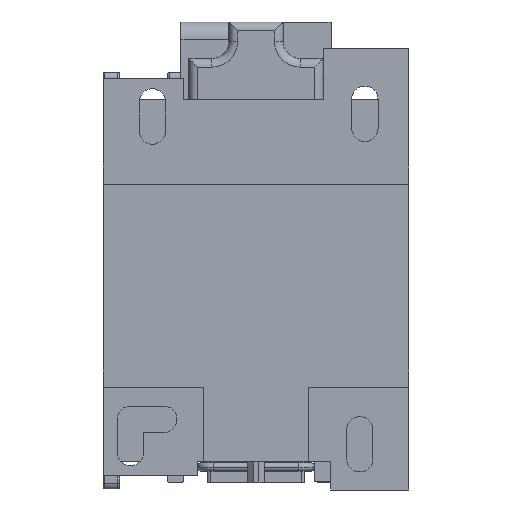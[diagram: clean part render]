
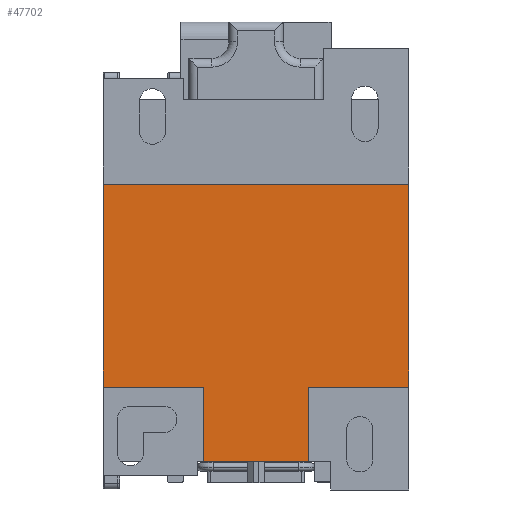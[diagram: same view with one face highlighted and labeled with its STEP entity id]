
A CAD part, front view. The second image highlights one B-rep face of the part: STEP entity #47702.
In plain terms, the highlighted planar face has unit normal (0, -1, 0).
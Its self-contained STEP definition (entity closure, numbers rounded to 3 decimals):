
#1102 = ORIENTED_EDGE ( 'NONE', *, *, #49010, .T. ) ;
#1171 = VECTOR ( 'NONE', #13751, 1000. ) ;
#2014 = CARTESIAN_POINT ( 'NONE',  ( 9.1, -36.5, -18.625 ) ) ;
#2530 = LINE ( 'NONE', #11736, #38910 ) ;
#2573 = DIRECTION ( 'NONE',  ( 0., 0., 1. ) ) ;
#3433 = EDGE_CURVE ( 'NONE', #45858, #23242, #25592, .T. ) ;
#5962 = CARTESIAN_POINT ( 'NONE',  ( -26.75, -36.5, -18.625 ) ) ;
#8082 = AXIS2_PLACEMENT_3D ( 'NONE', #34903, #12367, #2573 ) ;
#9248 = CARTESIAN_POINT ( 'NONE',  ( 26.75, -36.5, -31.625 ) ) ;
#11736 = CARTESIAN_POINT ( 'NONE',  ( -26.75, -36.5, -18.625 ) ) ;
#11816 = VERTEX_POINT ( 'NONE', #53115 ) ;
#12367 = DIRECTION ( 'NONE',  ( 0., 1., 0. ) ) ;
#12648 = PLANE ( 'NONE',  #8082 ) ;
#13751 = DIRECTION ( 'NONE',  ( 1., 0., 0. ) ) ;
#14925 = DIRECTION ( 'NONE',  ( -1., 0., 0. ) ) ;
#17039 = VECTOR ( 'NONE', #30731, 1000. ) ;
#17579 = CARTESIAN_POINT ( 'NONE',  ( -9.1, -36.5, -31.625 ) ) ;
#19336 = DIRECTION ( 'NONE',  ( -1., 0., 0. ) ) ;
#19380 = LINE ( 'NONE', #54361, #1171 ) ;
#20700 = FACE_OUTER_BOUND ( 'NONE', #37573, .T. ) ;
#21418 = VERTEX_POINT ( 'NONE', #27541 ) ;
#21727 = VECTOR ( 'NONE', #14925, 1000. ) ;
#22028 = CARTESIAN_POINT ( 'NONE',  ( -9.1, -36.5, -36.625 ) ) ;
#22613 = ORIENTED_EDGE ( 'NONE', *, *, #32352, .F. ) ;
#23242 = VERTEX_POINT ( 'NONE', #42785 ) ;
#24107 = VECTOR ( 'NONE', #43627, 1000. ) ;
#24545 = CARTESIAN_POINT ( 'NONE',  ( 9.1, -36.5, -36.625 ) ) ;
#25592 = LINE ( 'NONE', #25881, #24107 ) ;
#25881 = CARTESIAN_POINT ( 'NONE',  ( -26.75, -36.5, -31.625 ) ) ;
#27541 = CARTESIAN_POINT ( 'NONE',  ( 9.1, -36.5, -31.625 ) ) ;
#30024 = VECTOR ( 'NONE', #36680, 1000. ) ;
#30731 = DIRECTION ( 'NONE',  ( 0., 0., -1. ) ) ;
#31760 = EDGE_CURVE ( 'NONE', #11816, #52100, #45660, .T. ) ;
#32352 = EDGE_CURVE ( 'NONE', #42336, #35737, #49389, .T. ) ;
#34903 = CARTESIAN_POINT ( 'NONE',  ( 26.75, -36.5, -31.625 ) ) ;
#35737 = VERTEX_POINT ( 'NONE', #50551 ) ;
#36680 = DIRECTION ( 'NONE',  ( 0., 0., 1. ) ) ;
#37033 = EDGE_CURVE ( 'NONE', #35737, #40704, #56701, .T. ) ;
#37573 = EDGE_LOOP ( 'NONE', ( #40447, #22613, #42667, #46088, #54836, #50221, #50511, #1102 ) ) ;
#38910 = VECTOR ( 'NONE', #39012, 1000. ) ;
#39012 = DIRECTION ( 'NONE',  ( -1., 0., 0. ) ) ;
#39025 = CARTESIAN_POINT ( 'NONE',  ( -26.75, -36.5, 16.875 ) ) ;
#39793 = EDGE_CURVE ( 'NONE', #21418, #52100, #54643, .T. ) ;
#40447 = ORIENTED_EDGE ( 'NONE', *, *, #37033, .F. ) ;
#40576 = VECTOR ( 'NONE', #54559, 1000. ) ;
#40704 = VERTEX_POINT ( 'NONE', #2014 ) ;
#41161 = VECTOR ( 'NONE', #19336, 1000. ) ;
#41960 = EDGE_CURVE ( 'NONE', #11816, #23242, #2530, .T. ) ;
#42336 = VERTEX_POINT ( 'NONE', #43668 ) ;
#42667 = ORIENTED_EDGE ( 'NONE', *, *, #44446, .F. ) ;
#42785 = CARTESIAN_POINT ( 'NONE',  ( -26.75, -36.5, -18.625 ) ) ;
#43627 = DIRECTION ( 'NONE',  ( 0., 0., -1. ) ) ;
#43668 = CARTESIAN_POINT ( 'NONE',  ( 26.75, -36.5, 16.875 ) ) ;
#44446 = EDGE_CURVE ( 'NONE', #45858, #42336, #19380, .T. ) ;
#44935 = CARTESIAN_POINT ( 'NONE',  ( 26.75, -36.5, -31.625 ) ) ;
#45660 = LINE ( 'NONE', #22028, #40576 ) ;
#45858 = VERTEX_POINT ( 'NONE', #39025 ) ;
#46088 = ORIENTED_EDGE ( 'NONE', *, *, #3433, .T. ) ;
#47702 = ADVANCED_FACE ( 'NONE', ( #20700 ), #12648, .F. ) ;
#49010 = EDGE_CURVE ( 'NONE', #21418, #40704, #50891, .T. ) ;
#49389 = LINE ( 'NONE', #44935, #17039 ) ;
#50221 = ORIENTED_EDGE ( 'NONE', *, *, #31760, .T. ) ;
#50511 = ORIENTED_EDGE ( 'NONE', *, *, #39793, .F. ) ;
#50551 = CARTESIAN_POINT ( 'NONE',  ( 26.75, -36.5, -18.625 ) ) ;
#50891 = LINE ( 'NONE', #24545, #30024 ) ;
#52100 = VERTEX_POINT ( 'NONE', #17579 ) ;
#53115 = CARTESIAN_POINT ( 'NONE',  ( -9.1, -36.5, -18.625 ) ) ;
#54361 = CARTESIAN_POINT ( 'NONE',  ( -26.75, -36.5, 16.875 ) ) ;
#54559 = DIRECTION ( 'NONE',  ( 0., 0., -1. ) ) ;
#54643 = LINE ( 'NONE', #9248, #21727 ) ;
#54836 = ORIENTED_EDGE ( 'NONE', *, *, #41960, .F. ) ;
#56701 = LINE ( 'NONE', #5962, #41161 ) ;
